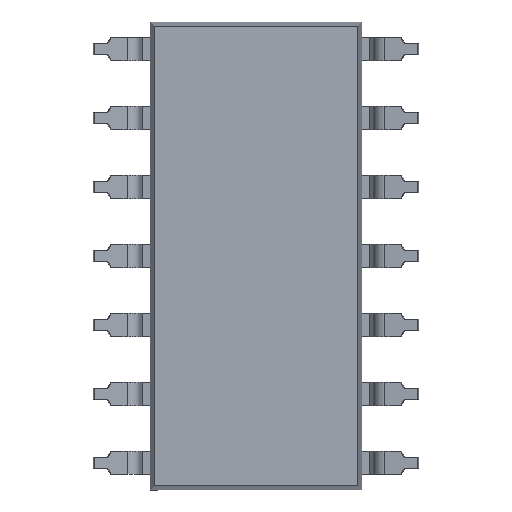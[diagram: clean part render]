
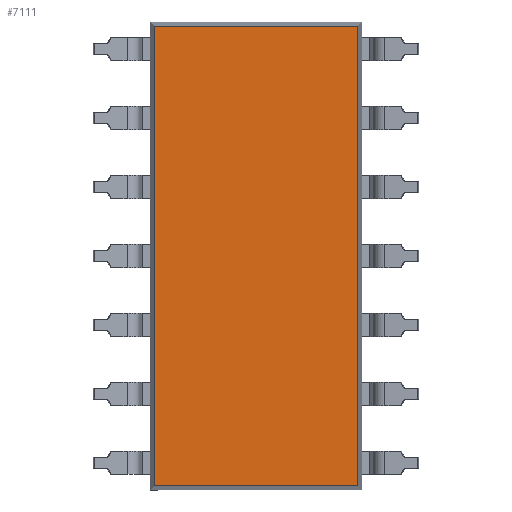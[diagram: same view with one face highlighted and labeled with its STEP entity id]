
A CAD part, front view. The second image highlights one B-rep face of the part: STEP entity #7111.
In plain terms, the highlighted planar face has unit normal (0, -1, 0).
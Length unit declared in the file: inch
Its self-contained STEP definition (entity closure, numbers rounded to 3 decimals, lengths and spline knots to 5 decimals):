
#955 = DIRECTION ( 'NONE',  ( -1., 0., 0. ) ) ;
#1409 = EDGE_CURVE ( 'NONE', #1884, #2062, #6431, .T. ) ;
#1564 = EDGE_CURVE ( 'NONE', #7235, #1884, #6443, .T. ) ;
#1706 = EDGE_CURVE ( 'NONE', #2062, #2198, #8205, .T. ) ;
#1810 = CARTESIAN_POINT ( 'NONE',  ( -0.07368, 0.01, 0.16668 ) ) ;
#1865 = VECTOR ( 'NONE', #2781, 39.37008 ) ;
#1884 = VERTEX_POINT ( 'NONE', #3839 ) ;
#2062 = VERTEX_POINT ( 'NONE', #2119 ) ;
#2119 = CARTESIAN_POINT ( 'NONE',  ( 0.07368, 0.01, 0.16668 ) ) ;
#2126 = CARTESIAN_POINT ( 'NONE',  ( -0.07675, 0.01, -0.16668 ) ) ;
#2198 = VERTEX_POINT ( 'NONE', #1810 ) ;
#2667 = VECTOR ( 'NONE', #4019, 39.37008 ) ;
#2781 = DIRECTION ( 'NONE',  ( 1., 0., 0. ) ) ;
#2860 = CARTESIAN_POINT ( 'NONE',  ( -0.07368, 0.01, 0.16975 ) ) ;
#3305 = PLANE ( 'NONE',  #4308 ) ;
#3510 = DIRECTION ( 'NONE',  ( 0., 0., -1. ) ) ;
#3822 = ORIENTED_EDGE ( 'NONE', *, *, #1706, .T. ) ;
#3839 = CARTESIAN_POINT ( 'NONE',  ( 0.07368, 0.01, -0.16668 ) ) ;
#3870 = ORIENTED_EDGE ( 'NONE', *, *, #4600, .T. ) ;
#4019 = DIRECTION ( 'NONE',  ( 0., 0., 1. ) ) ;
#4308 = AXIS2_PLACEMENT_3D ( 'NONE', #4634, #6741, #8073 ) ;
#4382 = LINE ( 'NONE', #2860, #7727 ) ;
#4600 = EDGE_CURVE ( 'NONE', #2198, #7235, #4382, .T. ) ;
#4634 = CARTESIAN_POINT ( 'NONE',  ( 0., 0.01, 0. ) ) ;
#4661 = VECTOR ( 'NONE', #955, 39.37008 ) ;
#5001 = ORIENTED_EDGE ( 'NONE', *, *, #1409, .T. ) ;
#6431 = LINE ( 'NONE', #8583, #2667 ) ;
#6443 = LINE ( 'NONE', #2126, #1865 ) ;
#6626 = ORIENTED_EDGE ( 'NONE', *, *, #1564, .T. ) ;
#6741 = DIRECTION ( 'NONE',  ( 0., -1., 0. ) ) ;
#6985 = CARTESIAN_POINT ( 'NONE',  ( 0.07675, 0.01, 0.16668 ) ) ;
#7111 = ADVANCED_FACE ( 'NONE', ( #7666 ), #3305, .T. ) ;
#7235 = VERTEX_POINT ( 'NONE', #8107 ) ;
#7666 = FACE_OUTER_BOUND ( 'NONE', #7697, .T. ) ;
#7697 = EDGE_LOOP ( 'NONE', ( #5001, #3822, #3870, #6626 ) ) ;
#7727 = VECTOR ( 'NONE', #3510, 39.37008 ) ;
#8073 = DIRECTION ( 'NONE',  ( 1., 0., 0. ) ) ;
#8107 = CARTESIAN_POINT ( 'NONE',  ( -0.07368, 0.01, -0.16668 ) ) ;
#8205 = LINE ( 'NONE', #6985, #4661 ) ;
#8583 = CARTESIAN_POINT ( 'NONE',  ( 0.07368, 0.01, -0.16975 ) ) ;
